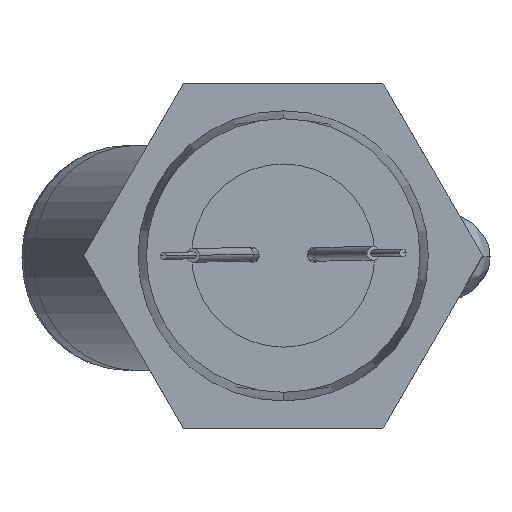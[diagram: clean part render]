
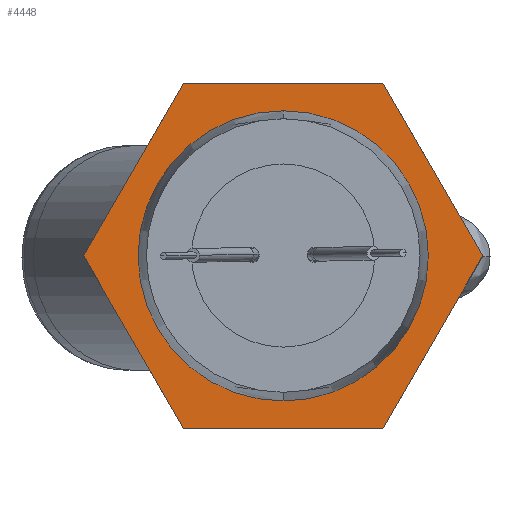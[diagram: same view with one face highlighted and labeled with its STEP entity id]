
A CAD part, top view. The second image highlights one B-rep face of the part: STEP entity #4448.
In plain terms, the highlighted face is planar.
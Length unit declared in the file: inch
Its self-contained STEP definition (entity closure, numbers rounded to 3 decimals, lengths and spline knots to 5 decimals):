
#430 = CARTESIAN_POINT ( 'NONE',  ( 0., 0., 0. ) ) ;
#678 = CARTESIAN_POINT ( 'NONE',  ( 0., 0., 0. ) ) ;
#842 = DIRECTION ( 'NONE',  ( 0., 0., -1. ) ) ;
#894 = CARTESIAN_POINT ( 'NONE',  ( 0.5, 0., 0. ) ) ;
#998 = EDGE_CURVE ( 'NONE', #10402, #6077, #12960, .T. ) ;
#1474 = CARTESIAN_POINT ( 'NONE',  ( -0.5, 0., 0. ) ) ;
#1737 = FACE_OUTER_BOUND ( 'NONE', #10921, .T. ) ;
#3138 = VERTEX_POINT ( 'NONE', #25397 ) ;
#3323 = LINE ( 'NONE', #24007, #18968 ) ;
#3510 = VECTOR ( 'NONE', #22256, 39.37008 ) ;
#3516 = LINE ( 'NONE', #1474, #23923 ) ;
#3752 = LINE ( 'NONE', #9934, #13395 ) ;
#4448 = ADVANCED_FACE ( 'NONE', ( #12187, #1737 ), #18091, .T. ) ;
#4664 = ORIENTED_EDGE ( 'NONE', *, *, #20398, .T. ) ;
#4677 = CARTESIAN_POINT ( 'NONE',  ( 0.42, 0., 0. ) ) ;
#5778 = VECTOR ( 'NONE', #13079, 39.37008 ) ;
#5984 = CARTESIAN_POINT ( 'NONE',  ( 0., 0., 0. ) ) ;
#6077 = VERTEX_POINT ( 'NONE', #10622 ) ;
#6420 = CARTESIAN_POINT ( 'NONE',  ( 0., 0.57735, 0. ) ) ;
#6601 = DIRECTION ( 'NONE',  ( 1., 0., 0. ) ) ;
#7396 = EDGE_LOOP ( 'NONE', ( #24493, #21459 ) ) ;
#7952 = ORIENTED_EDGE ( 'NONE', *, *, #14525, .T. ) ;
#8847 = DIRECTION ( 'NONE',  ( 0., -1., 0. ) ) ;
#9040 = DIRECTION ( 'NONE',  ( 1., 0., 0. ) ) ;
#9258 = VERTEX_POINT ( 'NONE', #23223 ) ;
#9934 = CARTESIAN_POINT ( 'NONE',  ( 0., 0.57735, 0. ) ) ;
#10324 = ORIENTED_EDGE ( 'NONE', *, *, #23957, .T. ) ;
#10402 = VERTEX_POINT ( 'NONE', #24828 ) ;
#10622 = CARTESIAN_POINT ( 'NONE',  ( 0.5, -0.28868, 0. ) ) ;
#10657 = DIRECTION ( 'NONE',  ( 0., 1., 0. ) ) ;
#10666 = EDGE_CURVE ( 'NONE', #3138, #23320, #17561, .T. ) ;
#10921 = EDGE_LOOP ( 'NONE', ( #27208, #12362, #10324, #7952, #13470, #4664 ) ) ;
#11524 = AXIS2_PLACEMENT_3D ( 'NONE', #5984, #21274, #10657 ) ;
#11919 = DIRECTION ( 'NONE',  ( 0., 1., 0. ) ) ;
#12187 = FACE_BOUND ( 'NONE', #7396, .T. ) ;
#12353 = VERTEX_POINT ( 'NONE', #6420 ) ;
#12362 = ORIENTED_EDGE ( 'NONE', *, *, #26032, .T. ) ;
#12893 = EDGE_CURVE ( 'NONE', #14181, #15660, #17088, .T. ) ;
#12960 = LINE ( 'NONE', #894, #18320 ) ;
#13079 = DIRECTION ( 'NONE',  ( 0.866, 0.5, 0. ) ) ;
#13212 = AXIS2_PLACEMENT_3D ( 'NONE', #678, #19381, #9040 ) ;
#13218 = LINE ( 'NONE', #19818, #5778 ) ;
#13395 = VECTOR ( 'NONE', #26753, 39.37008 ) ;
#13434 = CARTESIAN_POINT ( 'NONE',  ( 0., -0.57735, 0. ) ) ;
#13470 = ORIENTED_EDGE ( 'NONE', *, *, #998, .T. ) ;
#14181 = VERTEX_POINT ( 'NONE', #21370 ) ;
#14525 = EDGE_CURVE ( 'NONE', #12353, #10402, #3752, .T. ) ;
#15323 = DIRECTION ( 'NONE',  ( -0.866, -0.5, 0. ) ) ;
#15660 = VERTEX_POINT ( 'NONE', #4677 ) ;
#16769 = CARTESIAN_POINT ( 'NONE',  ( -0.5, -0.28868, 0. ) ) ;
#17088 = CIRCLE ( 'NONE', #24573, 0.42 ) ;
#17561 = LINE ( 'NONE', #13434, #3510 ) ;
#18091 = PLANE ( 'NONE',  #11524 ) ;
#18320 = VECTOR ( 'NONE', #8847, 39.37008 ) ;
#18968 = VECTOR ( 'NONE', #15323, 39.37008 ) ;
#19381 = DIRECTION ( 'NONE',  ( 0., 0., -1. ) ) ;
#19818 = CARTESIAN_POINT ( 'NONE',  ( -0.5, 0.28868, 0. ) ) ;
#20398 = EDGE_CURVE ( 'NONE', #6077, #3138, #3323, .T. ) ;
#21274 = DIRECTION ( 'NONE',  ( 0., 0., -1. ) ) ;
#21370 = CARTESIAN_POINT ( 'NONE',  ( -0.42, 0., 0. ) ) ;
#21459 = ORIENTED_EDGE ( 'NONE', *, *, #12893, .F. ) ;
#22256 = DIRECTION ( 'NONE',  ( -0.866, 0.5, 0. ) ) ;
#23223 = CARTESIAN_POINT ( 'NONE',  ( -0.5, 0.28868, 0. ) ) ;
#23320 = VERTEX_POINT ( 'NONE', #16769 ) ;
#23468 = EDGE_CURVE ( 'NONE', #15660, #14181, #25116, .T. ) ;
#23923 = VECTOR ( 'NONE', #11919, 39.37008 ) ;
#23957 = EDGE_CURVE ( 'NONE', #9258, #12353, #13218, .T. ) ;
#24007 = CARTESIAN_POINT ( 'NONE',  ( 0.5, -0.28868, 0. ) ) ;
#24493 = ORIENTED_EDGE ( 'NONE', *, *, #23468, .F. ) ;
#24573 = AXIS2_PLACEMENT_3D ( 'NONE', #430, #842, #6601 ) ;
#24828 = CARTESIAN_POINT ( 'NONE',  ( 0.5, 0.28868, 0. ) ) ;
#25116 = CIRCLE ( 'NONE', #13212, 0.42 ) ;
#25397 = CARTESIAN_POINT ( 'NONE',  ( 0., -0.57735, 0. ) ) ;
#26032 = EDGE_CURVE ( 'NONE', #23320, #9258, #3516, .T. ) ;
#26753 = DIRECTION ( 'NONE',  ( 0.866, -0.5, 0. ) ) ;
#27208 = ORIENTED_EDGE ( 'NONE', *, *, #10666, .T. ) ;
